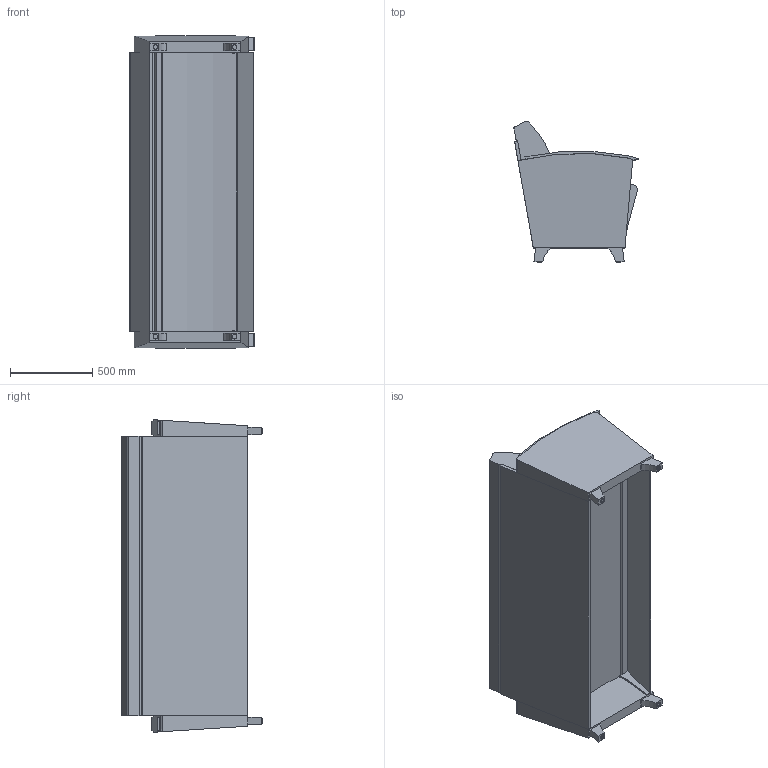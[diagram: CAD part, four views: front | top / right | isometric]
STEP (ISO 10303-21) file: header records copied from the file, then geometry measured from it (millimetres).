
FILE_DESCRIPTION(/* description */ (''),/* implementation_level */ '2;1');
FILE_NAME(/* name */ 'DIA30AC (SYMBOL).stp',/* time_stamp */ '2017-04-03T08:06:37-04:00',/* author */ ('EMerkel'),/* organization */ (''),/* preprocessor_version */ 'ST-DEVELOPER v16.5',/* originating_system */ 'Autodesk Inventor 2017',/* authorisation */ '');
FILE_SCHEMA (('AUTOMOTIVE_DESIGN { 1 0 10303 214 3 1 1 }'));
Length unit declared in the file: inch
Products named in the file (10): DIA30AC (SYMBOL); DIA30 BF; DIA30 SF; DIA10 UARMR (generic); DIA10 UARML (generic); DIA30-15 (generic); DIA10 MAC (generic); LEG WBO SQ 1-2; LEG WBO SQ1-2; GLIDE APFAA06-1
Assembly tree (13 placements, depth 3):
  DIA30AC (SYMBOL)
    DIA30 BF
    DIA30 SF
    DIA10 UARMR (generic)
    DIA10 UARML (generic)
    DIA30-15 (generic)
    DIA10 MAC (generic)  x2
    LEG WBO SQ 1-2  x4
      LEG WBO SQ1-2
      GLIDE APFAA06-1
Bounding box: 756.93 x 858.05 x 1904.74 mm (x, y, z)
Volume: 311187017.5 mm3; surface area: 10200783.1 mm2
Topology: 31 solids, 31 shells, 354 faces, 820 edges, 544 vertices
Faces by surface type: plane 213, cylinder 73, cone 64, torus 4
Full cylindrical faces by diameter (mm): 9.525 x4, 10.77 x4, 11.906 x4, 16.002 x4, 19.05 x4, 28.575 x4
Entity records: 4348 total; most frequent: DIRECTION 758, CARTESIAN_POINT 744, ORIENTED_EDGE 654, EDGE_CURVE 327, AXIS2_PLACEMENT_3D 283, VERTEX_POINT 221, LINE 192, VECTOR 192
